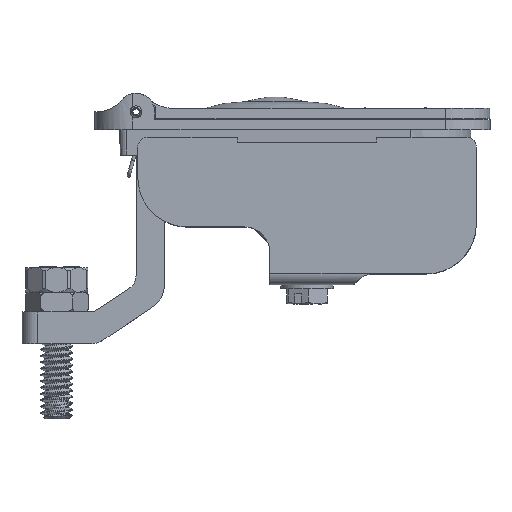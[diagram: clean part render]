
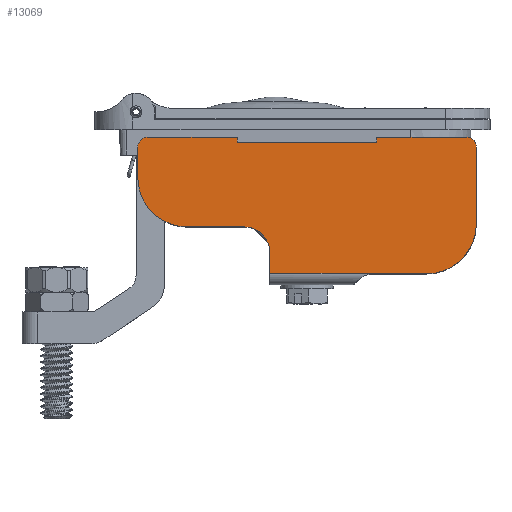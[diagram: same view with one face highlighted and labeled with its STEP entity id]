
A CAD part, top view. The second image highlights one B-rep face of the part: STEP entity #13069.
In plain terms, the highlighted face is planar.
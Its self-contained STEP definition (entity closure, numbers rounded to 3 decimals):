
#1209=PLANE('',#14489);
#1854=FACE_OUTER_BOUND('',#2620,.T.);
#2620=EDGE_LOOP('',(#11264,#11265,#11266,#11267,#11268,#11269,#11270,#11271,
#11272,#11273,#11274,#11275,#11276,#11277,#11278,#11279,#11280));
#3469=LINE('',#28067,#4495);
#3498=LINE('',#28152,#4524);
#3506=LINE('',#28181,#4532);
#3512=LINE('',#28216,#4538);
#3514=LINE('',#28220,#4540);
#3516=LINE('',#28224,#4542);
#3518=LINE('',#28228,#4544);
#3520=LINE('',#28231,#4546);
#3521=LINE('',#28236,#4547);
#3522=LINE('',#28238,#4548);
#3523=LINE('',#28239,#4549);
#3524=LINE('',#28240,#4550);
#4495=VECTOR('',#17156,10.);
#4524=VECTOR('',#17217,11.4);
#4532=VECTOR('',#17247,11.5);
#4538=VECTOR('',#17269,18.);
#4540=VECTOR('',#17273,1.);
#4542=VECTOR('',#17277,28.);
#4544=VECTOR('',#17281,1.);
#4546=VECTOR('',#17285,10.);
#4547=VECTOR('',#17290,4.3);
#4548=VECTOR('',#17291,20.);
#4549=VECTOR('',#17292,0.1);
#4550=VECTOR('',#17293,10.);
#5288=CIRCLE('',#14447,2.);
#5299=CIRCLE('',#14464,2.);
#5300=CIRCLE('',#14467,10.);
#5306=CIRCLE('',#14478,10.);
#5310=CIRCLE('',#14490,5.);
#6199=VERTEX_POINT('',#28054);
#6200=VERTEX_POINT('',#28055);
#6204=VERTEX_POINT('',#28065);
#6236=VERTEX_POINT('',#28145);
#6237=VERTEX_POINT('',#28146);
#6238=VERTEX_POINT('',#28151);
#6239=VERTEX_POINT('',#28155);
#6241=VERTEX_POINT('',#28160);
#6247=VERTEX_POINT('',#28178);
#6248=VERTEX_POINT('',#28180);
#6255=VERTEX_POINT('',#28215);
#6256=VERTEX_POINT('',#28219);
#6257=VERTEX_POINT('',#28223);
#6258=VERTEX_POINT('',#28227);
#6259=VERTEX_POINT('',#28233);
#6260=VERTEX_POINT('',#28235);
#6261=VERTEX_POINT('',#28237);
#7917=EDGE_CURVE('',#6199,#6200,#5288,.T.);
#7923=EDGE_CURVE('',#6199,#6204,#3469,.T.);
#7960=EDGE_CURVE('',#6236,#6237,#5299,.T.);
#7963=EDGE_CURVE('',#6238,#6237,#3498,.T.);
#7965=EDGE_CURVE('',#6239,#6238,#5300,.T.);
#7977=EDGE_CURVE('',#6248,#6247,#3506,.T.);
#7979=EDGE_CURVE('',#6204,#6248,#5306,.T.);
#7988=EDGE_CURVE('',#6255,#6200,#3512,.T.);
#7990=EDGE_CURVE('',#6256,#6255,#3514,.T.);
#7992=EDGE_CURVE('',#6257,#6256,#3516,.T.);
#7994=EDGE_CURVE('',#6258,#6257,#3518,.T.);
#7996=EDGE_CURVE('',#6236,#6258,#3520,.T.);
#7997=EDGE_CURVE('',#6259,#6247,#5310,.T.);
#7998=EDGE_CURVE('',#6260,#6259,#3521,.T.);
#7999=EDGE_CURVE('',#6261,#6260,#3522,.T.);
#8000=EDGE_CURVE('',#6241,#6261,#3523,.T.);
#8001=EDGE_CURVE('',#6239,#6241,#3524,.T.);
#11264=ORIENTED_EDGE('',*,*,#7917,.F.);
#11265=ORIENTED_EDGE('',*,*,#7923,.T.);
#11266=ORIENTED_EDGE('',*,*,#7979,.T.);
#11267=ORIENTED_EDGE('',*,*,#7977,.T.);
#11268=ORIENTED_EDGE('',*,*,#7997,.F.);
#11269=ORIENTED_EDGE('',*,*,#7998,.F.);
#11270=ORIENTED_EDGE('',*,*,#7999,.F.);
#11271=ORIENTED_EDGE('',*,*,#8000,.F.);
#11272=ORIENTED_EDGE('',*,*,#8001,.F.);
#11273=ORIENTED_EDGE('',*,*,#7965,.T.);
#11274=ORIENTED_EDGE('',*,*,#7963,.T.);
#11275=ORIENTED_EDGE('',*,*,#7960,.F.);
#11276=ORIENTED_EDGE('',*,*,#7996,.T.);
#11277=ORIENTED_EDGE('',*,*,#7994,.T.);
#11278=ORIENTED_EDGE('',*,*,#7992,.T.);
#11279=ORIENTED_EDGE('',*,*,#7990,.T.);
#11280=ORIENTED_EDGE('',*,*,#7988,.T.);
#13069=ADVANCED_FACE('',(#1854),#1209,.T.);
#14447=AXIS2_PLACEMENT_3D('',#28056,#17146,#17147);
#14464=AXIS2_PLACEMENT_3D('',#28147,#17211,#17212);
#14467=AXIS2_PLACEMENT_3D('',#28156,#17221,#17222);
#14478=AXIS2_PLACEMENT_3D('',#28184,#17251,#17252);
#14489=AXIS2_PLACEMENT_3D('',#28232,#17286,#17287);
#14490=AXIS2_PLACEMENT_3D('',#28234,#17288,#17289);
#17146=DIRECTION('center_axis',(-1.,0.,0.));
#17147=DIRECTION('ref_axis',(0.,-0.707,0.707));
#17156=DIRECTION('',(0.,0.,-1.));
#17211=DIRECTION('center_axis',(-1.,0.,0.));
#17212=DIRECTION('ref_axis',(0.,0.707,0.707));
#17217=DIRECTION('',(0.,0.,1.));
#17221=DIRECTION('center_axis',(1.,0.,0.));
#17222=DIRECTION('ref_axis',(0.,0.,-1.));
#17247=DIRECTION('',(0.,1.,0.));
#17251=DIRECTION('center_axis',(1.,0.,0.));
#17252=DIRECTION('ref_axis',(0.,-1.,0.));
#17269=DIRECTION('',(0.,-1.,0.));
#17273=DIRECTION('',(0.,0.,1.));
#17277=DIRECTION('',(0.,-1.,0.));
#17281=DIRECTION('',(0.,0.,-1.));
#17285=DIRECTION('',(0.,-1.,0.));
#17286=DIRECTION('center_axis',(1.,0.,0.));
#17287=DIRECTION('ref_axis',(0.,1.,0.));
#17288=DIRECTION('center_axis',(1.,0.,0.));
#17289=DIRECTION('ref_axis',(0.,1.,0.));
#17290=DIRECTION('',(0.,0.,1.));
#17291=DIRECTION('',(0.,-1.,0.));
#17292=DIRECTION('',(0.,0.,1.));
#17293=DIRECTION('',(0.,-1.,0.));
#28054=CARTESIAN_POINT('',(81.694,4.898,162.8));
#28055=CARTESIAN_POINT('',(81.694,6.898,164.8));
#28056=CARTESIAN_POINT('Origin',(81.694,6.898,162.8));
#28065=CARTESIAN_POINT('',(81.694,4.898,156.8));
#28067=CARTESIAN_POINT('',(81.694,4.898,153.45));
#28145=CARTESIAN_POINT('',(81.694,70.898,164.8));
#28146=CARTESIAN_POINT('',(81.694,72.898,162.8));
#28147=CARTESIAN_POINT('Origin',(81.694,70.898,162.8));
#28151=CARTESIAN_POINT('',(81.694,72.898,147.4));
#28152=CARTESIAN_POINT('',(81.694,72.898,147.4));
#28155=CARTESIAN_POINT('',(81.694,62.898,137.4));
#28156=CARTESIAN_POINT('Origin',(81.694,62.898,147.4));
#28160=CARTESIAN_POINT('',(81.694,51.398,137.4));
#28178=CARTESIAN_POINT('',(81.694,26.398,146.8));
#28180=CARTESIAN_POINT('',(81.694,14.898,146.8));
#28181=CARTESIAN_POINT('',(81.694,14.898,146.8));
#28184=CARTESIAN_POINT('Origin',(81.694,14.898,156.8));
#28215=CARTESIAN_POINT('',(81.694,24.898,164.8));
#28216=CARTESIAN_POINT('',(81.694,24.898,164.8));
#28219=CARTESIAN_POINT('',(81.694,24.898,163.8));
#28220=CARTESIAN_POINT('',(81.694,24.898,163.8));
#28223=CARTESIAN_POINT('',(81.694,52.898,163.8));
#28224=CARTESIAN_POINT('',(81.694,52.898,163.8));
#28227=CARTESIAN_POINT('',(81.694,52.898,164.8));
#28228=CARTESIAN_POINT('',(81.694,52.898,164.8));
#28231=CARTESIAN_POINT('',(81.694,50.398,164.8));
#28232=CARTESIAN_POINT('Origin',(81.694,38.898,149.1));
#28233=CARTESIAN_POINT('',(81.694,31.398,141.8));
#28234=CARTESIAN_POINT('Origin',(81.694,26.398,141.8));
#28235=CARTESIAN_POINT('',(81.694,31.398,137.5));
#28236=CARTESIAN_POINT('',(81.694,31.398,137.5));
#28237=CARTESIAN_POINT('',(81.694,51.398,137.5));
#28238=CARTESIAN_POINT('',(81.694,51.398,137.5));
#28239=CARTESIAN_POINT('',(81.694,51.398,137.4));
#28240=CARTESIAN_POINT('',(81.694,48.023,137.4));
